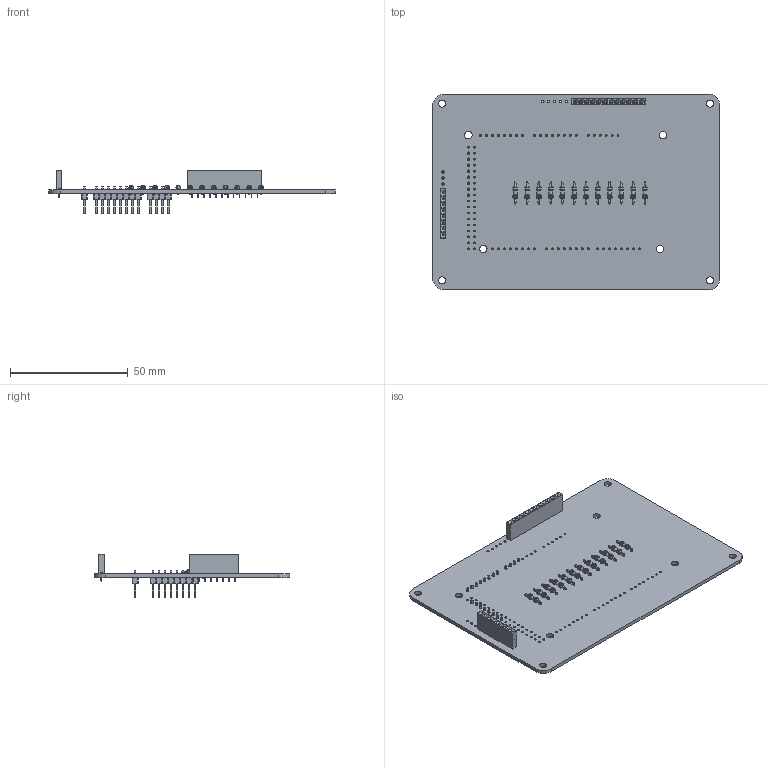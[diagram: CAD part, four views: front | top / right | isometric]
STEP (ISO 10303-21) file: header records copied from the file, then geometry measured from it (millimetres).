
FILE_DESCRIPTION(('FreeCAD Model'),'2;1');
FILE_NAME('96 well adapter board for Arduino mega1.step','2018-07-03T15:00:30',('kicad StepUp'),('ksu MCAD'), 'Open CASCADE STEP processor 7.2','FreeCAD','Unknown');
FILE_SCHEMA(('AUTOMOTIVE_DESIGN { 1 0 10303 214 1 1 1 1 }'));
Length unit declared in the file: millimetre
Products named in the file (23): 96_well_adapter_board_for_Arduino_mega; Board_Geoms; Pcb; Step_Models; Top; Socket_Strip_Straight_1x12_Pitch2.54mm_; Socket_Strip_Straight_1x08_Pitch2.54mm_; Actual_resistor_; Actual_resistor_001; Actual_resistor_002; Actual_resistor_003; Actual_resistor_004; Actual_resistor_005; Actual_resistor_006; Actual_resistor_007; Actual_resistor_008; Actual_resistor_009; Actual_resistor_010; Actual_resistor_011; Bot; Pin_Header_Straight_1x08_Pitch254mm_; Pin_Header_Straight_1x08_Pitch254mm_001; Pin_Header_Straight_1x04_Pitch254mm_
Assembly tree (22 placements, depth 4):
  96_well_adapter_board_for_Arduino_mega
    Board_Geoms
      Pcb
    Step_Models
      Top
        Socket_Strip_Straight_1x12_Pitch2.54mm_
        Socket_Strip_Straight_1x08_Pitch2.54mm_
        Actual_resistor_
        Actual_resistor_001
        Actual_resistor_002
        Actual_resistor_003
        Actual_resistor_004
        Actual_resistor_005
        Actual_resistor_006
        Actual_resistor_007
        Actual_resistor_008
        Actual_resistor_009
        Actual_resistor_010
        Actual_resistor_011
      Bot
        Pin_Header_Straight_1x08_Pitch254mm_
        Pin_Header_Straight_1x08_Pitch254mm_001
        Pin_Header_Straight_1x04_Pitch254mm_
Bounding box: 121.5 x 83 x 18.44 mm (x, y, z)
Volume: 17284.2 mm3; surface area: 25348 mm2
Topology: 38 solids, 38 shells, 1745 faces, 4575 edges, 2926 vertices
Faces by surface type: plane 1239, cylinder 362, torus 96, cone 48
Full cylindrical faces by diameter (mm): 0.497 x48, 0.8 x24, 0.813 x62, 1 x40, 1.595 x12, 2.077 x24, 3.048 x4, 3.175 x4
Entity records: 65240 total; most frequent: CARTESIAN_POINT 9857, ORIENTED_EDGE 9150, DIRECTION 8763, EDGE_CURVE 4575, LINE 3467, VECTOR 3467, VERTEX_POINT 2926, AXIS2_PLACEMENT_3D 2648
